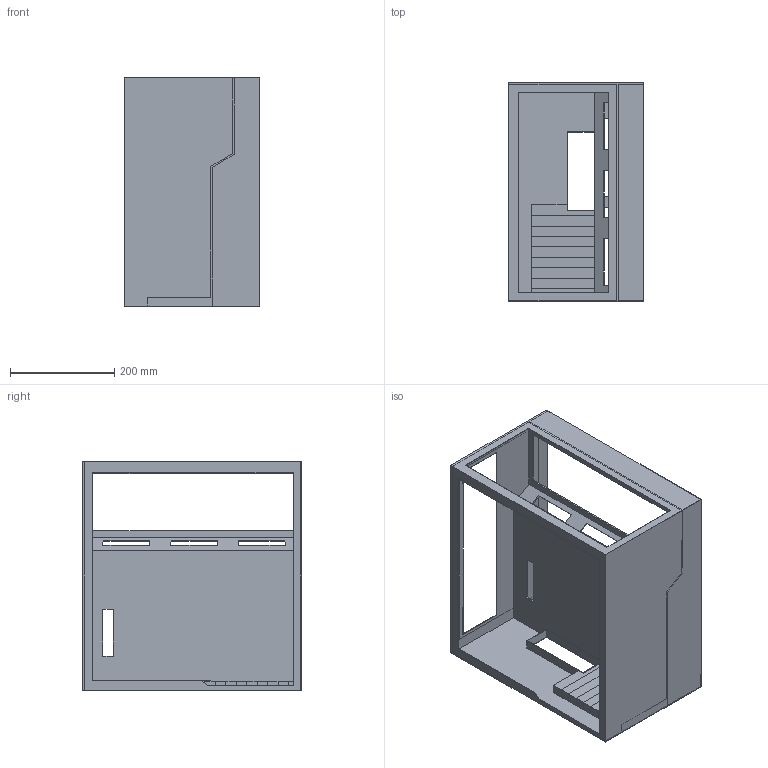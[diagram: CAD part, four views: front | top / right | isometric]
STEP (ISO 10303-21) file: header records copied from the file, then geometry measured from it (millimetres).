
FILE_DESCRIPTION(/* description */ (''),/* implementation_level */ '2;1');
FILE_NAME(/* name */ '71cf017f-818c-42f1-a1fd-061870459157.stp',/* time_stamp */ '2019-01-20T12:23:52+00:00',/* author */ (''),/* organization */ (''),/* preprocessor_version */ 'ST-DEVELOPER v17.2',/* originating_system */ 'Autodesk Translation Framework v7.6.0.251',/* authorisation */ '');
FILE_SCHEMA (('AUTOMOTIVE_DESIGN { 1 0 10303 214 3 1 1 }'));
Length unit declared in the file: millimetre
Products named in the file (2): Lian Li PC-011 Dynamic (public); Final
Assembly tree (1 placements, depth 2):
  Lian Li PC-011 Dynamic (public)
    Final
Bounding box: 260 x 420 x 440 mm (x, y, z)
Volume: 1207147.4 mm3; surface area: 982031.4 mm2
Topology: 1 solids, 1 shells, 114 faces, 314 edges, 193 vertices
Faces by surface type: plane 114
Entity records: 3607 total; most frequent: ORIENTED_EDGE 628, CARTESIAN_POINT 624, DIRECTION 548, LINE 314, VECTOR 314, EDGE_CURVE 314, VERTEX_POINT 193, EDGE_LOOP 139
